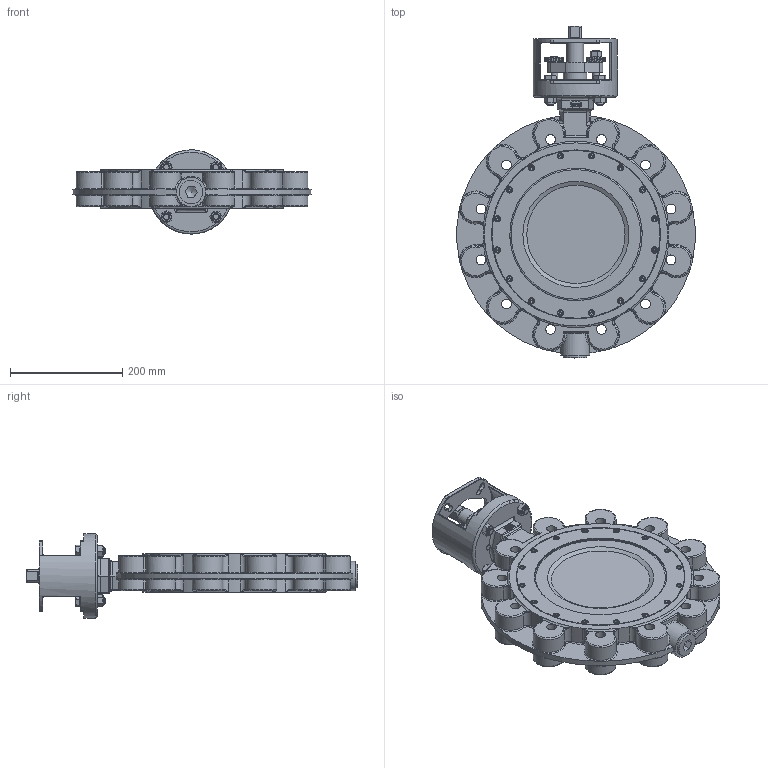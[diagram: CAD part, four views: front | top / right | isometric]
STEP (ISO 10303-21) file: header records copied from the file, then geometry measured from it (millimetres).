
FILE_DESCRIPTION(/* description */ (''),/* implementation_level */ '2;1');
FILE_NAME(/* name */ 'HP114-SEG-K3 DN250 PN25.stp',/* time_stamp */ '2018-11-23T12:01:58+01:00',/* author */ ('hellwig'),/* organization */ (''),/* preprocessor_version */ 'ST-DEVELOPER v16.5',/* originating_system */ 'Autodesk Inventor 2017',/* authorisation */ '');
FILE_SCHEMA (('CONFIG_CONTROL_DESIGN'));
Products named in the file (1): M36470
Bounding box: 423.98 x 591.15 x 150 mm (x, y, z)
Volume: 27133.9 mm3; surface area: 908343 mm2
Topology: 47 solids, 49 shells, 2139 faces, 5166 edges, 3129 vertices
Faces by surface type: plane 686, cylinder 594, bspline 335, torus 312, cone 169, sphere 43
Full cylindrical faces by diameter (mm): 4.917 x16, 6 x16, 6.6 x16, 10 x16, 10.106 x2, 11 x16, 11.053 x4, 12 x13, 12.3 x12, 13 x2, 13.5 x2, 14 x4, 17.2 x4, 17.294 x12, 27.5 x1, 30 x2, 30.05 x4, 30.1 x1, 30.2 x4, 32 x1, 33 x1, 33.2 x1, 33.3 x2, 33.35 x2, 34 x12, 34.376 x2, 36 x1, 41.2 x2, 41.8 x1, 41.9 x1
Entity records: 100853 total; most frequent: CARTESIAN_POINT 52839, DIRECTION 9446, ORIENTED_EDGE 9130, EDGE_CURVE 4553, AXIS2_PLACEMENT_3D 3976, VERTEX_POINT 2974, EDGE_LOOP 2747, STYLED_ITEM 2153
